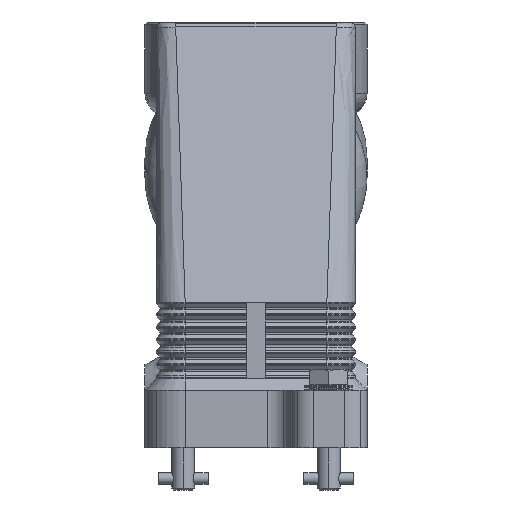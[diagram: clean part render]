
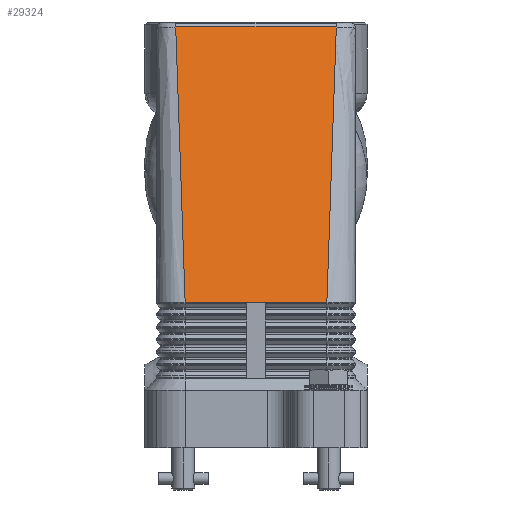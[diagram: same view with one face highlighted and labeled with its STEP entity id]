
A CAD part, left-side view. The second image highlights one B-rep face of the part: STEP entity #29324.
In plain terms, the highlighted planar face has unit normal (-0.965, 0, 0.264).
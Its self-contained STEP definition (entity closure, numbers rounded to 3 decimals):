
#5767=CARTESIAN_POINT('',(-55.052,20.962,109.896));
#5768=VERTEX_POINT('',#5767);
#5776=CARTESIAN_POINT('',(-55.052,-20.962,109.896));
#5777=VERTEX_POINT('',#5776);
#5778=CARTESIAN_POINT('',(-55.052,20.962,109.896));
#5779=DIRECTION('',(0.0,-1.0,0.0));
#5780=VECTOR('',#5779,41.924);
#5781=LINE('',#5778,#5780);
#5782=EDGE_CURVE('',#5768,#5777,#5781,.T.);
#19210=CARTESIAN_POINT('',(-74.75,-2.5,38.0));
#19211=VERTEX_POINT('',#19210);
#19229=CARTESIAN_POINT('',(-74.75,-18.5,38.0));
#19230=VERTEX_POINT('',#19229);
#19238=CARTESIAN_POINT('',(-74.75,-18.5,38.0));
#19239=DIRECTION('',(0.0,1.0,0.0));
#19240=VECTOR('',#19239,16.);
#19241=LINE('',#19238,#19240);
#19242=EDGE_CURVE('',#19230,#19211,#19241,.T.);
#20938=CARTESIAN_POINT('',(-74.75,2.5,38.0));
#20939=VERTEX_POINT('',#20938);
#20940=CARTESIAN_POINT('',(-74.75,-2.5,38.0));
#20941=DIRECTION('',(0.0,1.0,0.0));
#20942=VECTOR('',#20941,5.0);
#20943=LINE('',#20940,#20942);
#20944=EDGE_CURVE('',#19211,#20939,#20943,.T.);
#23304=CARTESIAN_POINT('',(-74.75,18.5,38.0));
#23305=VERTEX_POINT('',#23304);
#23306=CARTESIAN_POINT('',(-74.75,2.5,38.0));
#23307=DIRECTION('',(0.0,1.0,0.0));
#23308=VECTOR('',#23307,16.);
#23309=LINE('',#23306,#23308);
#23310=EDGE_CURVE('',#20939,#23305,#23309,.T.);
#25363=CARTESIAN_POINT('',(-56.072,-20.835,106.175));
#25364=VERTEX_POINT('',#25363);
#25365=CARTESIAN_POINT('',(-55.052,-20.962,109.896));
#25366=CARTESIAN_POINT('',(-55.392,-20.92,108.656));
#25367=CARTESIAN_POINT('',(-55.732,-20.877,107.416));
#25368=CARTESIAN_POINT('',(-56.072,-20.835,106.175));
#25369=B_SPLINE_CURVE_WITH_KNOTS('',3,(#25365,#25366,#25367,#25368),.UNSPECIFIED.,.F.,.U.,(4,4),(0.015,0.066),.UNSPECIFIED.);
#25370=EDGE_CURVE('',#5777,#25364,#25369,.T.);
#25372=CARTESIAN_POINT('',(-56.072,-20.835,106.175));
#25373=CARTESIAN_POINT('',(-62.298,-20.057,83.45));
#25374=CARTESIAN_POINT('',(-68.524,-19.278,60.725));
#25375=CARTESIAN_POINT('',(-74.75,-18.5,38.));
#25376=B_SPLINE_CURVE_WITH_KNOTS('',3,(#25372,#25373,#25374,#25375),.UNSPECIFIED.,.F.,.U.,(4,4),(0.066,1.0),.UNSPECIFIED.);
#25377=EDGE_CURVE('',#25364,#19230,#25376,.T.);
#26952=CARTESIAN_POINT('',(-56.072,20.835,106.175));
#26953=VERTEX_POINT('',#26952);
#26954=CARTESIAN_POINT('',(-55.052,20.962,109.896));
#26955=CARTESIAN_POINT('',(-55.392,20.92,108.656));
#26956=CARTESIAN_POINT('',(-55.732,20.877,107.416));
#26957=CARTESIAN_POINT('',(-56.072,20.835,106.175));
#26958=B_SPLINE_CURVE_WITH_KNOTS('',3,(#26954,#26955,#26956,#26957),.UNSPECIFIED.,.F.,.U.,(4,4),(0.015,0.066),.UNSPECIFIED.);
#26959=EDGE_CURVE('',#5768,#26953,#26958,.T.);
#26985=CARTESIAN_POINT('',(-56.072,20.835,106.175));
#26986=CARTESIAN_POINT('',(-62.298,20.057,83.45));
#26987=CARTESIAN_POINT('',(-68.524,19.278,60.725));
#26988=CARTESIAN_POINT('',(-74.75,18.5,38.));
#26989=B_SPLINE_CURVE_WITH_KNOTS('',3,(#26985,#26986,#26987,#26988),.UNSPECIFIED.,.F.,.U.,(4,4),(0.066,1.0),.UNSPECIFIED.);
#26990=EDGE_CURVE('',#26953,#23305,#26989,.T.);
#29309=CARTESIAN_POINT('',(-54.75,21.,111.));
#29310=DIRECTION('',(0.964,0.0,-0.264));
#29311=DIRECTION('',(-0.264,0.0,-0.964));
#29312=AXIS2_PLACEMENT_3D('',#29309,#29310,#29311);
#29313=PLANE('',#29312);
#29314=ORIENTED_EDGE('',*,*,#5782,.F.);
#29315=ORIENTED_EDGE('',*,*,#26959,.T.);
#29316=ORIENTED_EDGE('',*,*,#26990,.T.);
#29317=ORIENTED_EDGE('',*,*,#23310,.F.);
#29318=ORIENTED_EDGE('',*,*,#20944,.F.);
#29319=ORIENTED_EDGE('',*,*,#19242,.F.);
#29320=ORIENTED_EDGE('',*,*,#25377,.F.);
#29321=ORIENTED_EDGE('',*,*,#25370,.F.);
#29322=EDGE_LOOP('',(#29314,#29315,#29316,#29317,#29318,#29319,#29320,#29321));
#29323=FACE_OUTER_BOUND('',#29322,.T.);
#29324=ADVANCED_FACE('',(#29323),#29313,.F.);
